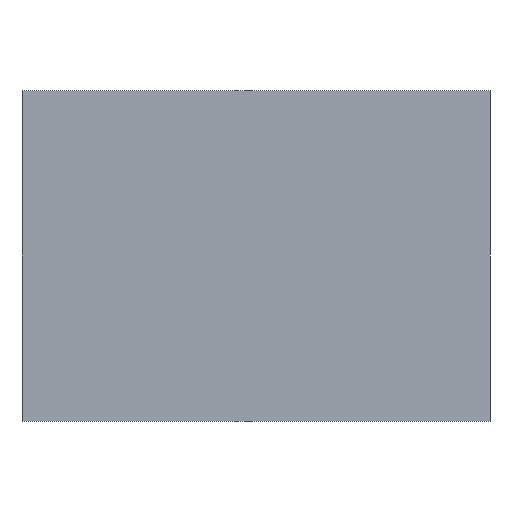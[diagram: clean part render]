
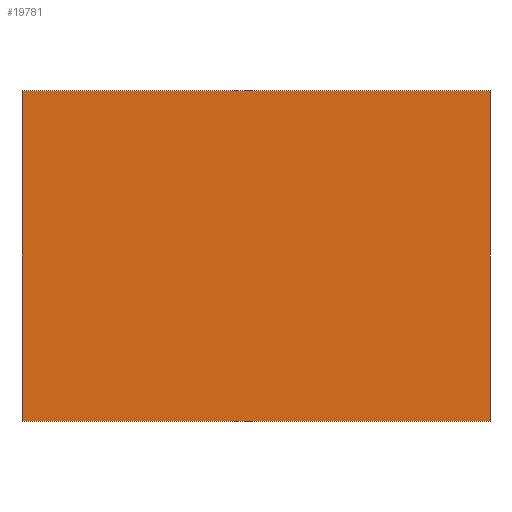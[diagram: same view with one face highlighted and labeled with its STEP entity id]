
A CAD part, front view. The second image highlights one B-rep face of the part: STEP entity #19781.
In plain terms, the highlighted planar face has unit normal (0, -1, 0).
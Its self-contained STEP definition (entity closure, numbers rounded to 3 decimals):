
#544 = PLANE('',#545);
#545 = AXIS2_PLACEMENT_3D('',#546,#547,#548);
#546 = CARTESIAN_POINT('',(-49.5,21.5,0.));
#547 = DIRECTION('',(-1.,-0.,-0.));
#548 = DIRECTION('',(0.,0.,-1.));
#572 = PLANE('',#573);
#573 = AXIS2_PLACEMENT_3D('',#574,#575,#576);
#574 = CARTESIAN_POINT('',(0.,21.5,35.));
#575 = DIRECTION('',(0.,0.,1.));
#576 = DIRECTION('',(1.,0.,0.));
#600 = PLANE('',#601);
#601 = AXIS2_PLACEMENT_3D('',#602,#603,#604);
#602 = CARTESIAN_POINT('',(49.5,21.5,0.));
#603 = DIRECTION('',(1.,0.,0.));
#604 = DIRECTION('',(0.,0.,1.));
#626 = PLANE('',#627);
#627 = AXIS2_PLACEMENT_3D('',#628,#629,#630);
#628 = CARTESIAN_POINT('',(0.,21.5,-35.));
#629 = DIRECTION('',(-0.,-0.,-1.));
#630 = DIRECTION('',(-1.,0.,0.));
#19586 = VERTEX_POINT('',#19587);
#19587 = CARTESIAN_POINT('',(-49.5,0.,-35.));
#19608 = EDGE_CURVE('',#19586,#19609,#19611,.T.);
#19609 = VERTEX_POINT('',#19610);
#19610 = CARTESIAN_POINT('',(-49.5,0.,35.));
#19611 = SURFACE_CURVE('',#19612,(#19616,#19623),.PCURVE_S1.);
#19612 = LINE('',#19613,#19614);
#19613 = CARTESIAN_POINT('',(-49.5,0.,-35.));
#19614 = VECTOR('',#19615,1.);
#19615 = DIRECTION('',(0.,0.,1.));
#19616 = PCURVE('',#544,#19617);
#19617 = DEFINITIONAL_REPRESENTATION('',(#19618),#19622);
#19618 = LINE('',#19619,#19620);
#19619 = CARTESIAN_POINT('',(35.,21.5));
#19620 = VECTOR('',#19621,1.);
#19621 = DIRECTION('',(-1.,0.));
#19622 = ( GEOMETRIC_REPRESENTATION_CONTEXT(2) 
PARAMETRIC_REPRESENTATION_CONTEXT() REPRESENTATION_CONTEXT('2D SPACE',''
  ) );
#19623 = PCURVE('',#19624,#19629);
#19624 = PLANE('',#19625);
#19625 = AXIS2_PLACEMENT_3D('',#19626,#19627,#19628);
#19626 = CARTESIAN_POINT('',(0.,0.,0.));
#19627 = DIRECTION('',(-0.,-1.,-0.));
#19628 = DIRECTION('',(0.,0.,-1.));
#19629 = DEFINITIONAL_REPRESENTATION('',(#19630),#19634);
#19630 = LINE('',#19631,#19632);
#19631 = CARTESIAN_POINT('',(35.,-49.5));
#19632 = VECTOR('',#19633,1.);
#19633 = DIRECTION('',(-1.,0.));
#19634 = ( GEOMETRIC_REPRESENTATION_CONTEXT(2) 
PARAMETRIC_REPRESENTATION_CONTEXT() REPRESENTATION_CONTEXT('2D SPACE',''
  ) );
#19662 = VERTEX_POINT('',#19663);
#19663 = CARTESIAN_POINT('',(49.5,0.,-35.));
#19684 = EDGE_CURVE('',#19662,#19586,#19685,.T.);
#19685 = SURFACE_CURVE('',#19686,(#19690,#19697),.PCURVE_S1.);
#19686 = LINE('',#19687,#19688);
#19687 = CARTESIAN_POINT('',(49.5,0.,-35.));
#19688 = VECTOR('',#19689,1.);
#19689 = DIRECTION('',(-1.,0.,0.));
#19690 = PCURVE('',#626,#19691);
#19691 = DEFINITIONAL_REPRESENTATION('',(#19692),#19696);
#19692 = LINE('',#19693,#19694);
#19693 = CARTESIAN_POINT('',(-49.5,-21.5));
#19694 = VECTOR('',#19695,1.);
#19695 = DIRECTION('',(1.,0.));
#19696 = ( GEOMETRIC_REPRESENTATION_CONTEXT(2) 
PARAMETRIC_REPRESENTATION_CONTEXT() REPRESENTATION_CONTEXT('2D SPACE',''
  ) );
#19697 = PCURVE('',#19624,#19698);
#19698 = DEFINITIONAL_REPRESENTATION('',(#19699),#19703);
#19699 = LINE('',#19700,#19701);
#19700 = CARTESIAN_POINT('',(35.,49.5));
#19701 = VECTOR('',#19702,1.);
#19702 = DIRECTION('',(0.,-1.));
#19703 = ( GEOMETRIC_REPRESENTATION_CONTEXT(2) 
PARAMETRIC_REPRESENTATION_CONTEXT() REPRESENTATION_CONTEXT('2D SPACE',''
  ) );
#19711 = VERTEX_POINT('',#19712);
#19712 = CARTESIAN_POINT('',(49.5,0.,35.));
#19733 = EDGE_CURVE('',#19711,#19662,#19734,.T.);
#19734 = SURFACE_CURVE('',#19735,(#19739,#19746),.PCURVE_S1.);
#19735 = LINE('',#19736,#19737);
#19736 = CARTESIAN_POINT('',(49.5,0.,35.));
#19737 = VECTOR('',#19738,1.);
#19738 = DIRECTION('',(0.,0.,-1.));
#19739 = PCURVE('',#600,#19740);
#19740 = DEFINITIONAL_REPRESENTATION('',(#19741),#19745);
#19741 = LINE('',#19742,#19743);
#19742 = CARTESIAN_POINT('',(35.,21.5));
#19743 = VECTOR('',#19744,1.);
#19744 = DIRECTION('',(-1.,0.));
#19745 = ( GEOMETRIC_REPRESENTATION_CONTEXT(2) 
PARAMETRIC_REPRESENTATION_CONTEXT() REPRESENTATION_CONTEXT('2D SPACE',''
  ) );
#19746 = PCURVE('',#19624,#19747);
#19747 = DEFINITIONAL_REPRESENTATION('',(#19748),#19752);
#19748 = LINE('',#19749,#19750);
#19749 = CARTESIAN_POINT('',(-35.,49.5));
#19750 = VECTOR('',#19751,1.);
#19751 = DIRECTION('',(1.,0.));
#19752 = ( GEOMETRIC_REPRESENTATION_CONTEXT(2) 
PARAMETRIC_REPRESENTATION_CONTEXT() REPRESENTATION_CONTEXT('2D SPACE',''
  ) );
#19759 = EDGE_CURVE('',#19609,#19711,#19760,.T.);
#19760 = SURFACE_CURVE('',#19761,(#19765,#19772),.PCURVE_S1.);
#19761 = LINE('',#19762,#19763);
#19762 = CARTESIAN_POINT('',(-49.5,0.,35.));
#19763 = VECTOR('',#19764,1.);
#19764 = DIRECTION('',(1.,0.,0.));
#19765 = PCURVE('',#572,#19766);
#19766 = DEFINITIONAL_REPRESENTATION('',(#19767),#19771);
#19767 = LINE('',#19768,#19769);
#19768 = CARTESIAN_POINT('',(-49.5,-21.5));
#19769 = VECTOR('',#19770,1.);
#19770 = DIRECTION('',(1.,0.));
#19771 = ( GEOMETRIC_REPRESENTATION_CONTEXT(2) 
PARAMETRIC_REPRESENTATION_CONTEXT() REPRESENTATION_CONTEXT('2D SPACE',''
  ) );
#19772 = PCURVE('',#19624,#19773);
#19773 = DEFINITIONAL_REPRESENTATION('',(#19774),#19778);
#19774 = LINE('',#19775,#19776);
#19775 = CARTESIAN_POINT('',(-35.,-49.5));
#19776 = VECTOR('',#19777,1.);
#19777 = DIRECTION('',(0.,1.));
#19778 = ( GEOMETRIC_REPRESENTATION_CONTEXT(2) 
PARAMETRIC_REPRESENTATION_CONTEXT() REPRESENTATION_CONTEXT('2D SPACE',''
  ) );
#19781 = ADVANCED_FACE('',(#19782),#19624,.T.);
#19782 = FACE_BOUND('',#19783,.T.);
#19783 = EDGE_LOOP('',(#19784,#19785,#19786,#19787));
#19784 = ORIENTED_EDGE('',*,*,#19733,.F.);
#19785 = ORIENTED_EDGE('',*,*,#19759,.F.);
#19786 = ORIENTED_EDGE('',*,*,#19608,.F.);
#19787 = ORIENTED_EDGE('',*,*,#19684,.F.);
